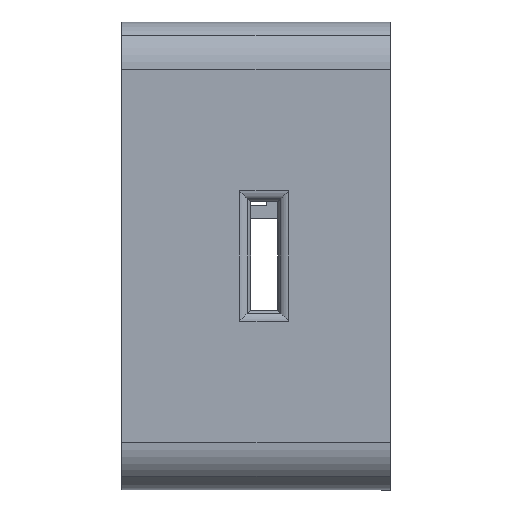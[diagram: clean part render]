
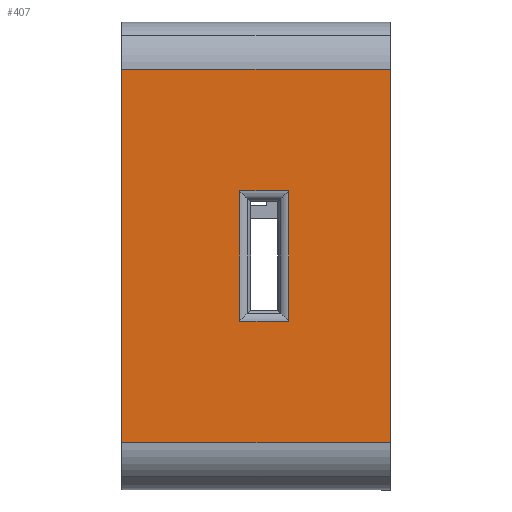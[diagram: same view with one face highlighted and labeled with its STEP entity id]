
A CAD part, left-side view. The second image highlights one B-rep face of the part: STEP entity #407.
In plain terms, the highlighted planar face has unit normal (-1, 0, 0).
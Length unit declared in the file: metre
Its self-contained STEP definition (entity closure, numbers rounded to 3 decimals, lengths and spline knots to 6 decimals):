
#407=ADVANCED_FACE('9:1700',(#1143,#1144),#1145,.T.);
#1143=FACE_OUTER_BOUND('',#2658,.T.);
#1144=FACE_BOUND('',#2659,.T.);
#1145=PLANE('',#2660);
#2658=EDGE_LOOP('',(#5426,#5427,#5428,#5429));
#2659=EDGE_LOOP('',(#5430,#5431,#5432,#5433));
#2660=AXIS2_PLACEMENT_3D('',#5434,#5435,#5436);
#5426=ORIENTED_EDGE('',*,*,#5604,.F.);
#5427=ORIENTED_EDGE('',*,*,#6485,.T.);
#5428=ORIENTED_EDGE('',*,*,#6483,.F.);
#5429=ORIENTED_EDGE('',*,*,#6486,.T.);
#5430=ORIENTED_EDGE('',*,*,#6437,.T.);
#5431=ORIENTED_EDGE('',*,*,#5632,.F.);
#5432=ORIENTED_EDGE('',*,*,#5636,.F.);
#5433=ORIENTED_EDGE('',*,*,#5639,.F.);
#5434=CARTESIAN_POINT('',(-0.01923,0.039064,0.021274));
#5435=DIRECTION('',(-1.0,0.,0.));
#5436=DIRECTION('',(0.,0.,-1.0));
#5604=EDGE_CURVE('1:585',#6524,#6526,#6527,.T.);
#5632=EDGE_CURVE('3:15350',#6579,#6581,#6582,.T.);
#5636=EDGE_CURVE('3:15164',#6586,#6579,#6588,.T.);
#5639=EDGE_CURVE('3:15409',#6590,#6586,#6592,.T.);
#6437=EDGE_CURVE('3:13601',#6590,#6581,#7912,.T.);
#6483=EDGE_CURVE('1:549',#7977,#7979,#7980,.T.);
#6485=EDGE_CURVE('1:229',#6524,#7979,#7982,.T.);
#6486=EDGE_CURVE('1:226',#7977,#6526,#7983,.F.);
#6524=VERTEX_POINT('',#8004);
#6526=VERTEX_POINT('',#8006);
#6527=LINE('',#8007,#8008);
#6579=VERTEX_POINT('',#8073);
#6581=VERTEX_POINT('',#8075);
#6582=LINE('',#8076,#8077);
#6586=VERTEX_POINT('',#8082);
#6588=LINE('',#8084,#8085);
#6590=VERTEX_POINT('',#8088);
#6592=LINE('',#8090,#8091);
#7912=LINE('',#10266,#10267);
#7977=VERTEX_POINT('',#10372);
#7979=VERTEX_POINT('',#10374);
#7980=LINE('',#10375,#10376);
#7982=LINE('',#10378,#10379);
#7983=LINE('',#10380,#10381);
#8004=CARTESIAN_POINT('',(-0.01923,0.039064,0.048774));
#8006=CARTESIAN_POINT('',(-0.01923,-0.000536,0.048774));
#8007=CARTESIAN_POINT('',(-0.01923,0.039064,0.048774));
#8008=VECTOR('',#10402,1.0);
#8073=CARTESIAN_POINT('',(-0.01923,0.021664,0.011674));
#8075=CARTESIAN_POINT('',(-0.01923,0.014464,0.011674));
#8076=CARTESIAN_POINT('',(-0.01923,0.029564,0.011674));
#8077=VECTOR('',#10458,1.0);
#8082=CARTESIAN_POINT('',(-0.01923,0.021664,0.030874));
#8084=CARTESIAN_POINT('',(-0.01923,0.021664,0.021274));
#8085=VECTOR('',#10466,1.0);
#8088=CARTESIAN_POINT('',(-0.01923,0.014464,0.030874));
#8090=CARTESIAN_POINT('',(-0.01923,0.029564,0.030874));
#8091=VECTOR('',#10471,1.0);
#10266=CARTESIAN_POINT('',(-0.01923,0.014464,0.021274));
#10267=VECTOR('',#11669,1.0);
#10372=CARTESIAN_POINT('',(-0.01923,-0.000536,-0.006226));
#10374=CARTESIAN_POINT('',(-0.01923,0.039064,-0.006226));
#10375=CARTESIAN_POINT('',(-0.01923,0.039064,-0.006226));
#10376=VECTOR('',#11725,1.0);
#10378=CARTESIAN_POINT('',(-0.01923,0.039064,0.021274));
#10379=VECTOR('',#11729,1.0);
#10380=CARTESIAN_POINT('',(-0.01923,-0.000536,0.021274));
#10381=VECTOR('',#11730,1.0);
#10402=DIRECTION('',(0.,-1.0,0.));
#10458=DIRECTION('',(0.,-1.0,0.));
#10466=DIRECTION('',(0.,0.,-1.0));
#10471=DIRECTION('',(0.,1.0,0.));
#11669=DIRECTION('',(0.,0.,-1.0));
#11725=DIRECTION('',(0.0,1.0,0.));
#11729=DIRECTION('',(0.,0.,-1.0));
#11730=DIRECTION('',(0.,0.,-1.0));
